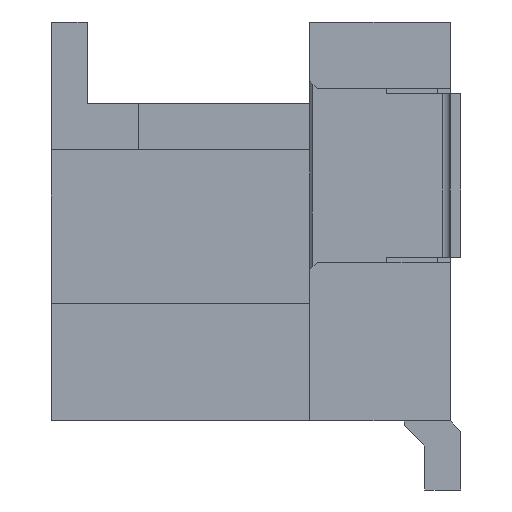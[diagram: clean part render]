
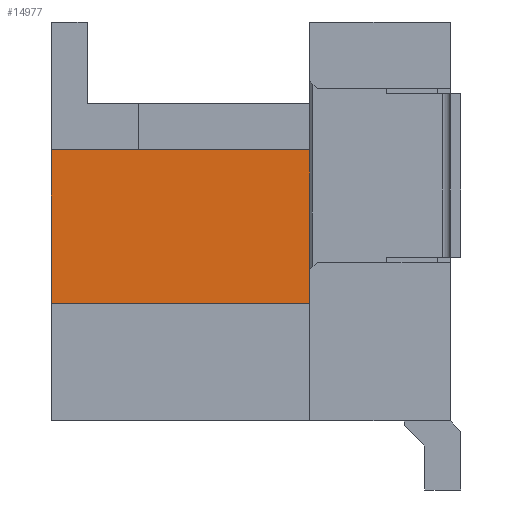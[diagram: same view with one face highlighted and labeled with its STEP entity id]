
A CAD part, left-side view. The second image highlights one B-rep face of the part: STEP entity #14977.
In plain terms, the highlighted planar face has unit normal (-1, 0, 0).
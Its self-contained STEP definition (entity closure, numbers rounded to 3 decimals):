
#97=DIRECTION('',(0.,0.,1.));
#98=VECTOR('',#97,3.);
#99=CARTESIAN_POINT('',(-16.85,4.9,-0.64));
#100=LINE('',#99,#98);
#4953=DIRECTION('',(0.,0.,-1.));
#4954=VECTOR('',#4953,0.05);
#4955=CARTESIAN_POINT('',(-16.85,-0.15,-0.59));
#4956=LINE('',#4955,#4954);
#4969=DIRECTION('',(0.,-1.,0.));
#4970=VECTOR('',#4969,5.05);
#4971=CARTESIAN_POINT('',(-16.85,4.9,-0.64));
#4972=LINE('',#4971,#4970);
#4973=DIRECTION('',(0.,1.,0.));
#4974=VECTOR('',#4973,5.05);
#4975=CARTESIAN_POINT('',(-16.85,-0.15,2.36));
#4976=LINE('',#4975,#4974);
#4977=DIRECTION('',(0.,0.,-1.));
#4978=VECTOR('',#4977,2.95);
#4979=CARTESIAN_POINT('',(-16.85,-0.15,2.36));
#4980=LINE('',#4979,#4978);
#6071=CARTESIAN_POINT('',(-16.85,4.9,-0.64));
#6072=VERTEX_POINT('',#6071);
#6073=CARTESIAN_POINT('',(-16.85,4.9,2.36));
#6074=VERTEX_POINT('',#6073);
#6311=CARTESIAN_POINT('',(-16.85,-0.15,-0.64));
#6312=VERTEX_POINT('',#6311);
#6319=CARTESIAN_POINT('',(-16.85,-0.15,-0.59));
#6320=VERTEX_POINT('',#6319);
#6321=CARTESIAN_POINT('',(-16.85,-0.15,2.36));
#6322=VERTEX_POINT('',#6321);
#14964=CARTESIAN_POINT('',(-16.85,0.35,4.86));
#14965=DIRECTION('',(-1.,0.,0.));
#14966=DIRECTION('',(0.,0.,-1.));
#14967=AXIS2_PLACEMENT_3D('',#14964,#14965,#14966);
#14968=PLANE('',#14967);
#14969=ORIENTED_EDGE('',*,*,#14956,.F.);
#14970=ORIENTED_EDGE('',*,*,#7600,.T.);
#14971=ORIENTED_EDGE('',*,*,#7573,.F.);
#14973=ORIENTED_EDGE('',*,*,#14972,.T.);
#14974=ORIENTED_EDGE('',*,*,#14936,.T.);
#14975=EDGE_LOOP('',(#14969,#14970,#14971,#14973,#14974));
#14976=FACE_OUTER_BOUND('',#14975,.F.);
#14977=ADVANCED_FACE('',(#14976),#14968,.T.);
#7573=EDGE_CURVE('',#6322,#6074,#4976,.T.);
#7600=EDGE_CURVE('',#6072,#6074,#100,.T.);
#14936=EDGE_CURVE('',#6320,#6312,#4956,.T.);
#14956=EDGE_CURVE('',#6072,#6312,#4972,.T.);
#14972=EDGE_CURVE('',#6322,#6320,#4980,.T.);
